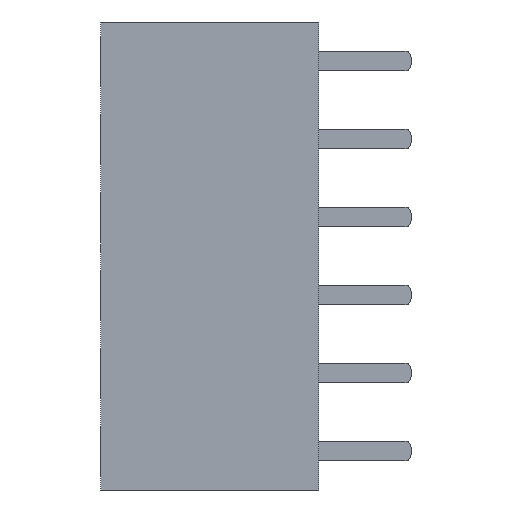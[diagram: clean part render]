
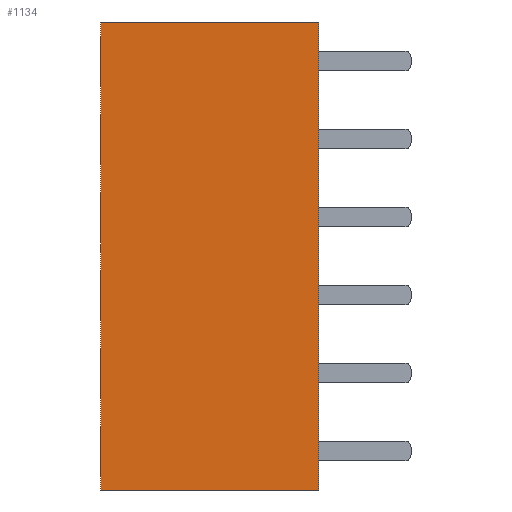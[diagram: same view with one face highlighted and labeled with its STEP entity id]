
A CAD part, front view. The second image highlights one B-rep face of the part: STEP entity #1134.
In plain terms, the highlighted planar face has unit normal (0, -1, 0).
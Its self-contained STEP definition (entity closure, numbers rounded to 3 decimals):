
#444=PLANE('',#16598);
#1134=ADVANCED_FACE('',(#2380),#444,.F.);
#2380=FACE_OUTER_BOUND('',#3343,.T.);
#3343=EDGE_LOOP('',(#8213,#8214,#8215,#8216));
#4417=LINE('',#23405,#6091);
#4418=LINE('',#23408,#6092);
#4419=LINE('',#23410,#6093);
#4420=LINE('',#23412,#6094);
#6091=VECTOR('',#18482,1.);
#6092=VECTOR('',#18483,1.);
#6093=VECTOR('',#18484,1.);
#6094=VECTOR('',#18485,1.);
#8213=ORIENTED_EDGE('',*,*,#13899,.F.);
#8214=ORIENTED_EDGE('',*,*,#13900,.F.);
#8215=ORIENTED_EDGE('',*,*,#13901,.F.);
#8216=ORIENTED_EDGE('',*,*,#13902,.F.);
#12385=VERTEX_POINT('',#23406);
#12386=VERTEX_POINT('',#23407);
#12387=VERTEX_POINT('',#23409);
#12388=VERTEX_POINT('',#23411);
#13899=EDGE_CURVE('',#12385,#12386,#4417,.T.);
#13900=EDGE_CURVE('',#12387,#12385,#4418,.T.);
#13901=EDGE_CURVE('',#12388,#12387,#4419,.T.);
#13902=EDGE_CURVE('',#12386,#12388,#4420,.T.);
#16598=AXIS2_PLACEMENT_3D('',#23413,#18486,#18487);
#18482=DIRECTION('',(0.,0.,1.));
#18483=DIRECTION('',(-1.,0.,0.));
#18484=DIRECTION('',(0.,0.,-1.));
#18485=DIRECTION('',(1.,0.,0.));
#18486=DIRECTION('',(0.,1.,0.));
#18487=DIRECTION('',(0.,0.,1.));
#23405=CARTESIAN_POINT('',(0.,0.,-7.62));
#23406=CARTESIAN_POINT('',(0.,0.,-7.62));
#23407=CARTESIAN_POINT('',(0.,0.,7.62));
#23408=CARTESIAN_POINT('',(7.1,0.,-7.62));
#23409=CARTESIAN_POINT('',(7.1,0.,-7.62));
#23410=CARTESIAN_POINT('',(7.1,0.,0.));
#23411=CARTESIAN_POINT('',(7.1,0.,7.62));
#23412=CARTESIAN_POINT('',(0.,0.,7.62));
#23413=CARTESIAN_POINT('',(7.1,0.,0.));
